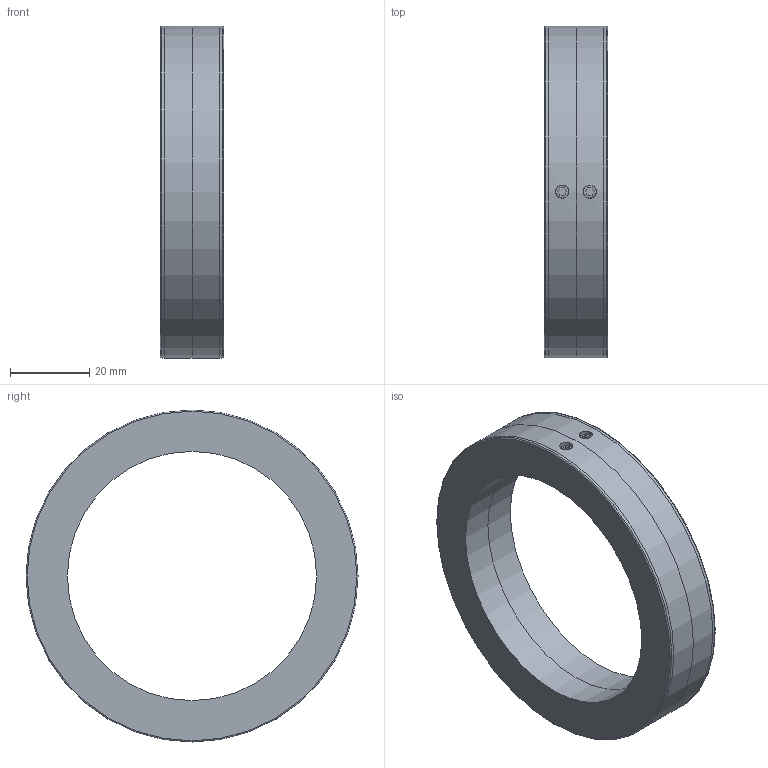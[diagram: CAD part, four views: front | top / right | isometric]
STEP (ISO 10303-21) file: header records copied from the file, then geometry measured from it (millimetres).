
FILE_DESCRIPTION (( 'STEP AP214' ), '1' );
FILE_NAME ('AR1.U63.001.016.STEP', '2020-09-24T06:59:18', ( '' ), ( '' ), 'SwSTEP 2.0', 'SolidWorks 2017', '' );
FILE_SCHEMA (( 'AUTOMOTIVE_DESIGN' ));
Length unit declared in the file: millimetre
Products named in the file (5): AR1-BG1.063.007_B_vereinfachte ansicht; ISO 4026 - M4 x 8; AR1-BG3.063.015_A_vereinfachte ansicht; AR1.U63.001.016; AR1-BG2.063.008_A_vereinfachte ansicht
Assembly tree (6 placements, depth 2):
  AR1.U63.001.016
    AR1-BG3.063.015_A_vereinfachte ansicht
    AR1-BG1.063.007_B_vereinfachte ansicht  x2
    AR1-BG2.063.008_A_vereinfachte ansicht
    ISO 4026 - M4 x 8  x2
Bounding box: 16 x 84 x 84 mm (x, y, z)
Volume: 26617.2 mm3; surface area: 34768.8 mm2
Topology: 6 solids, 6 shells, 86 faces, 199 edges, 130 vertices
Faces by surface type: plane 45, cylinder 27, cone 8, torus 6
Full cylindrical faces by diameter (mm): 3.3 x2, 4 x2, 63.05 x2, 64.5 x2, 66 x3, 84 x4
Entity records: 1692 total; most frequent: CARTESIAN_POINT 358, DIRECTION 254, ORIENTED_EDGE 192, AXIS2_PLACEMENT_3D 108, EDGE_CURVE 96, EDGE_LOOP 78, VERTEX_POINT 72, FACE_OUTER_BOUND 64
